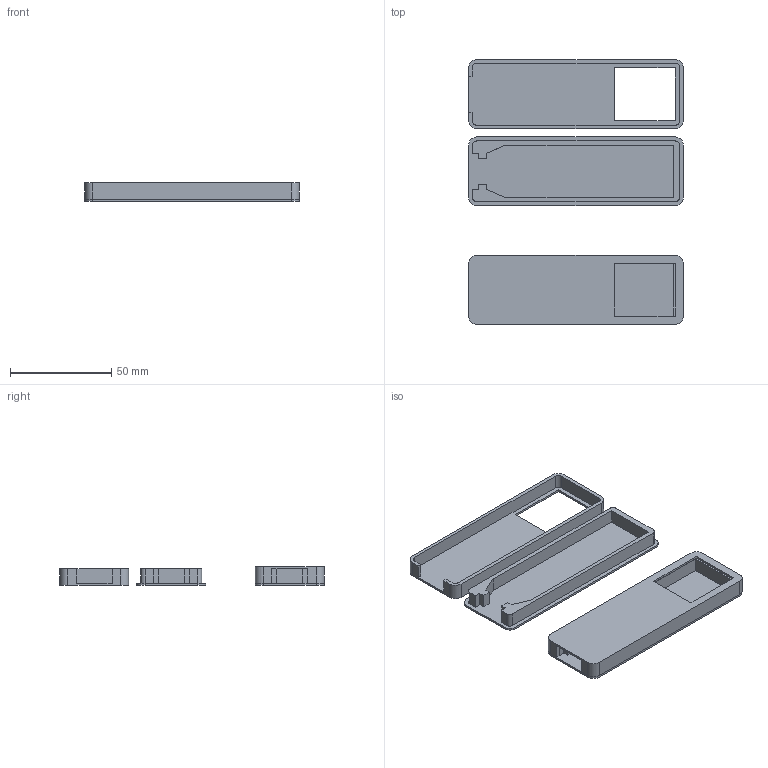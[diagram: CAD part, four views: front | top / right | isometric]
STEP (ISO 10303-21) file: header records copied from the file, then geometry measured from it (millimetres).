
FILE_DESCRIPTION(('FreeCAD Model'),'2;1');
FILE_NAME('icestick-case.step','2015-12-23T19:07:43',('Author'),(''), 'Open CASCADE STEP processor 6.8','FreeCAD','Unknown');
FILE_SCHEMA(('AUTOMOTIVE_DESIGN_CC2 { 1 2 10303 214 -1 1 5 4 }'));
Length unit declared in the file: millimetre
Products named in the file (5): ASSEMBLY; Bottom-part-clone; top-part-clone; Bottom-part-clone2; Top-part-clone2
Assembly tree (4 placements, depth 2):
  ASSEMBLY
    Bottom-part-clone
    top-part-clone
    Bottom-part-clone2
    Top-part-clone2
Bounding box: 106 x 130.6 x 9 mm (x, y, z)
Volume: 27148.7 mm3; surface area: 40669.5 mm2
Topology: 4 solids, 4 shells, 118 faces, 324 edges, 216 vertices
Faces by surface type: plane 86, cylinder 32
Entity records: 8063 total; most frequent: CARTESIAN_POINT 1461, DIRECTION 1212, LINE 790, VECTOR 790, ORIENTED_EDGE 648, PCURVE 648, DEFINITIONAL_REPRESENTATION 648, EDGE_CURVE 324
